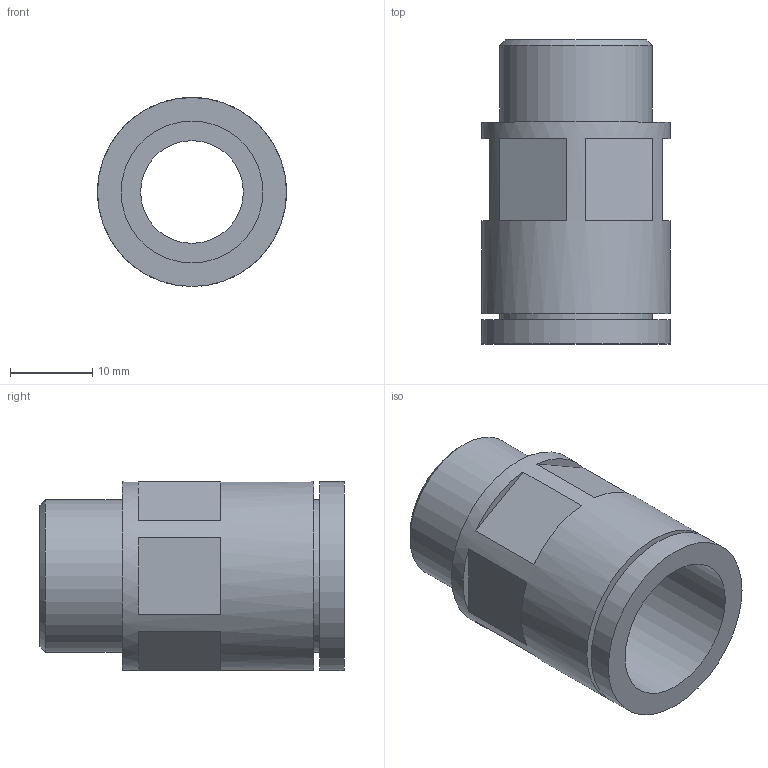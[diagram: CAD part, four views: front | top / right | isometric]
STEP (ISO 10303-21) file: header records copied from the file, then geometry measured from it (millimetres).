
FILE_DESCRIPTION(/* description */ ('STEP AP214'),/* implementation_level */ '2;1');
FILE_NAME(/* name */ '177570_MKRV-12-PG-11',/* time_stamp */ '2024-09-06T17:18:37+02:00',/* author */ ('License CC BY-ND 4.0'),/* organization */ ('CADENAS'),/* preprocessor_version */ 'ST-DEVELOPER v19.3',/* originating_system */ 'PARTsolutions',/* authorisation */ ' ');
FILE_SCHEMA (('AUTOMOTIVE_DESIGN {1 0 10303 214 3 1 1}'));
Length unit declared in the file: millimetre
Products named in the file (1): 177570 MKRV-12-PG-11
Bounding box: 23 x 37 x 23 mm (x, y, z)
Volume: 6115.2 mm3; surface area: 5260.2 mm2
Topology: 1 solids, 1 shells, 31 faces, 56 edges, 37 vertices
Faces by surface type: plane 24, cylinder 6, cone 1
Full cylindrical faces by diameter (mm): 12.5 x1, 17.26 x1, 18.6 x2, 23 x2
Entity records: 766 total; most frequent: DIRECTION 138, CARTESIAN_POINT 118, ORIENTED_EDGE 98, AXIS2_PLACEMENT_3D 57, EDGE_LOOP 50, FACE_BOUND 50, EDGE_CURVE 49, VERTEX_POINT 37
